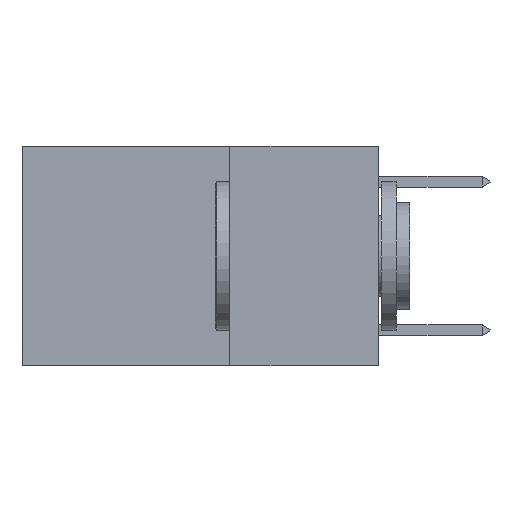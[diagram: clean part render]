
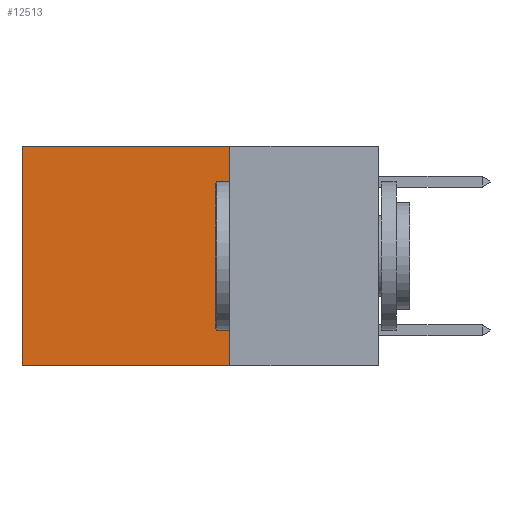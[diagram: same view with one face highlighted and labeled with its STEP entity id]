
A CAD part, left-side view. The second image highlights one B-rep face of the part: STEP entity #12513.
In plain terms, the highlighted planar face has unit normal (-1, 0, 0).
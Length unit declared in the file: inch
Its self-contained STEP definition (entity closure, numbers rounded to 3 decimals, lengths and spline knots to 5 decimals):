
#165 = EDGE_LOOP ( 'NONE', ( #15363, #1374, #16813, #398 ) ) ;
#321 = DIRECTION ( 'NONE',  ( 1., 0., 0. ) ) ;
#359 = LINE ( 'NONE', #12182, #10753 ) ;
#398 = ORIENTED_EDGE ( 'NONE', *, *, #12849, .T. ) ;
#455 = DIRECTION ( 'NONE',  ( 0., 1., 0. ) ) ;
#693 = VECTOR ( 'NONE', #455, 39.37008 ) ;
#1374 = ORIENTED_EDGE ( 'NONE', *, *, #11474, .F. ) ;
#1835 = PLANE ( 'NONE',  #13474 ) ;
#2176 = VERTEX_POINT ( 'NONE', #5224 ) ;
#2398 = CARTESIAN_POINT ( 'NONE',  ( 0.2625, 0.25, 0. ) ) ;
#2572 = LINE ( 'NONE', #17018, #3749 ) ;
#3042 = EDGE_CURVE ( 'NONE', #4348, #8839, #2572, .T. ) ;
#3087 = LINE ( 'NONE', #7057, #693 ) ;
#3749 = VECTOR ( 'NONE', #6453, 39.37008 ) ;
#4348 = VERTEX_POINT ( 'NONE', #10505 ) ;
#4599 = EDGE_CURVE ( 'NONE', #2176, #16883, #14476, .T. ) ;
#5224 = CARTESIAN_POINT ( 'NONE',  ( 0.2625, 0.25, 0. ) ) ;
#5738 = CARTESIAN_POINT ( 'NONE',  ( 0.2625, 0.25, 0. ) ) ;
#6453 = DIRECTION ( 'NONE',  ( 0., 0., -1. ) ) ;
#6810 = DIRECTION ( 'NONE',  ( 0., 1., 0. ) ) ;
#7057 = CARTESIAN_POINT ( 'NONE',  ( 0.2625, 0.25, 0. ) ) ;
#7278 = FACE_OUTER_BOUND ( 'NONE', #165, .T. ) ;
#8241 = DIRECTION ( 'NONE',  ( 0., 0., -1. ) ) ;
#8839 = VERTEX_POINT ( 'NONE', #14598 ) ;
#8891 = DIRECTION ( 'NONE',  ( 0., 0., -1. ) ) ;
#9853 = CARTESIAN_POINT ( 'NONE',  ( 0.2625, 0.25, -0.37 ) ) ;
#10505 = CARTESIAN_POINT ( 'NONE',  ( 0.2625, 0.6, 0. ) ) ;
#10753 = VECTOR ( 'NONE', #6810, 39.37008 ) ;
#11474 = EDGE_CURVE ( 'NONE', #16883, #8839, #359, .T. ) ;
#12182 = CARTESIAN_POINT ( 'NONE',  ( 0.2625, 0.25, -0.37 ) ) ;
#12513 = ADVANCED_FACE ( 'NONE', ( #7278 ), #1835, .F. ) ;
#12849 = EDGE_CURVE ( 'NONE', #2176, #4348, #3087, .T. ) ;
#13474 = AXIS2_PLACEMENT_3D ( 'NONE', #5738, #321, #8241 ) ;
#14073 = VECTOR ( 'NONE', #8891, 39.37008 ) ;
#14476 = LINE ( 'NONE', #2398, #14073 ) ;
#14598 = CARTESIAN_POINT ( 'NONE',  ( 0.2625, 0.6, -0.37 ) ) ;
#15363 = ORIENTED_EDGE ( 'NONE', *, *, #3042, .T. ) ;
#16813 = ORIENTED_EDGE ( 'NONE', *, *, #4599, .F. ) ;
#16883 = VERTEX_POINT ( 'NONE', #9853 ) ;
#17018 = CARTESIAN_POINT ( 'NONE',  ( 0.2625, 0.6, 0. ) ) ;
